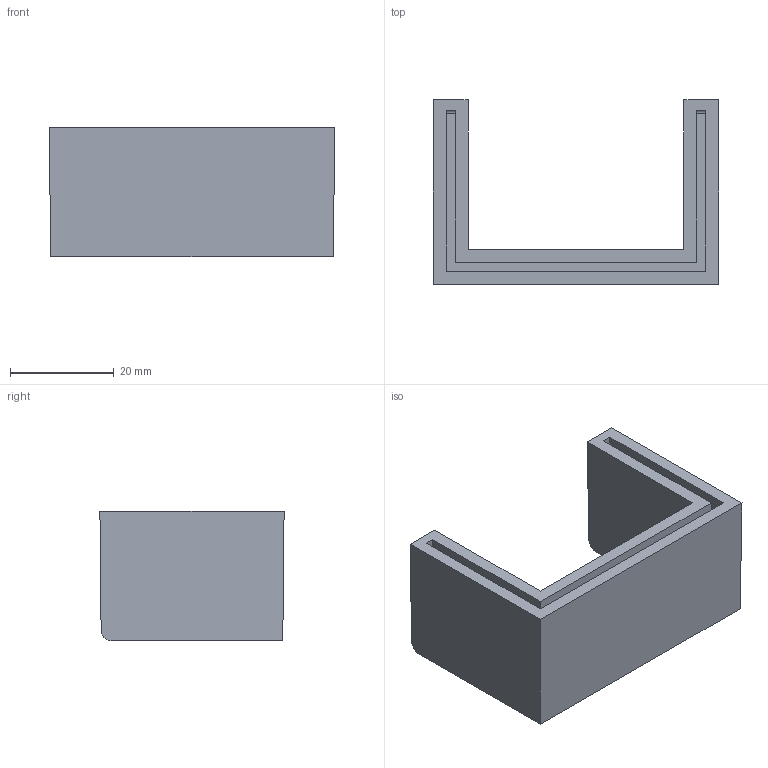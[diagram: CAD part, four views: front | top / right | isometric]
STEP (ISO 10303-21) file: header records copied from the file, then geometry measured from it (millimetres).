
FILE_DESCRIPTION (( 'STEP AP214' ), '1' );
FILE_NAME ('6338456.STEP', '2025-02-11T10:01:06', ( '' ), ( '' ), 'SwSTEP 2.0', 'SolidWorks 2024', '' );
FILE_SCHEMA (( 'AUTOMOTIVE_DESIGN' ));
Length unit declared in the file: millimetre
Products named in the file (1): 6338456
Bounding box: 55 x 35.5 x 25 mm (x, y, z)
Volume: 13227.6 mm3; surface area: 12519 mm2
Topology: 1 solids, 1 shells, 23 faces, 60 edges, 40 vertices
Faces by surface type: plane 19, cylinder 4
Entity records: 717 total; most frequent: CARTESIAN_POINT 148, ORIENTED_EDGE 120, DIRECTION 100, EDGE_CURVE 60, LINE 52, VECTOR 52, VERTEX_POINT 40, EDGE_LOOP 24
